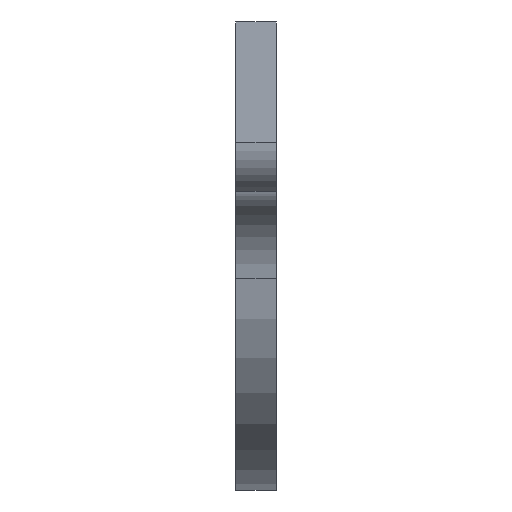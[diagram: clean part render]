
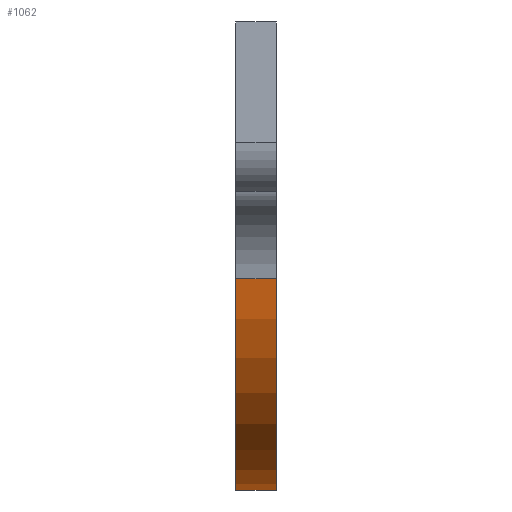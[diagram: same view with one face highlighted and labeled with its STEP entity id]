
A CAD part, left-side view. The second image highlights one B-rep face of the part: STEP entity #1062.
In plain terms, the highlighted cylindrical face has radius 57.15 mm (diameter 114.3 mm), a partial arc.
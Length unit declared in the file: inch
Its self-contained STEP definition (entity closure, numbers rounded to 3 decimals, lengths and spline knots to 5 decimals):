
#78=FACE_OUTER_BOUND('',#159,.T.);
#159=EDGE_LOOP('',(#845,#846,#847,#848));
#231=LINE('',#1737,#309);
#243=LINE('',#1814,#321);
#309=VECTOR('',#1391,0.32869);
#321=VECTOR('',#1461,0.89751);
#381=CIRCLE('',#1150,2.25);
#403=CIRCLE('',#1174,2.25);
#473=VERTEX_POINT('',#1688);
#474=VERTEX_POINT('',#1690);
#496=VERTEX_POINT('',#1736);
#497=VERTEX_POINT('',#1740);
#589=EDGE_CURVE('',#473,#474,#381,.T.);
#612=EDGE_CURVE('',#474,#496,#231,.T.);
#614=EDGE_CURVE('',#496,#497,#403,.T.);
#651=EDGE_CURVE('',#497,#473,#243,.T.);
#845=ORIENTED_EDGE('',*,*,#612,.F.);
#846=ORIENTED_EDGE('',*,*,#589,.F.);
#847=ORIENTED_EDGE('',*,*,#651,.F.);
#848=ORIENTED_EDGE('',*,*,#614,.F.);
#1020=CYLINDRICAL_SURFACE('',#1200,2.25);
#1062=ADVANCED_FACE('',(#78),#1020,.T.);
#1150=AXIS2_PLACEMENT_3D('',#1691,#1345,#1346);
#1174=AXIS2_PLACEMENT_3D('',#1741,#1396,#1397);
#1200=AXIS2_PLACEMENT_3D('',#1813,#1459,#1460);
#1345=DIRECTION('center_axis',(0.,-1.,0.));
#1346=DIRECTION('ref_axis',(1.,0.,0.));
#1391=DIRECTION('',(0.,1.,0.));
#1396=DIRECTION('center_axis',(0.,1.,0.));
#1397=DIRECTION('ref_axis',(1.,0.,0.));
#1459=DIRECTION('center_axis',(0.,1.,0.));
#1460=DIRECTION('ref_axis',(1.,0.,0.));
#1461=DIRECTION('',(0.,-1.,0.));
#1688=CARTESIAN_POINT('',(-0.96736,0.,-1.51987));
#1690=CARTESIAN_POINT('',(1.87924,0.,-3.41493));
#1691=CARTESIAN_POINT('Origin',(1.26639,0.,-1.25));
#1736=CARTESIAN_POINT('',(1.87924,0.375,-3.41493));
#1737=CARTESIAN_POINT('',(1.87924,-1.45609,-3.41493));
#1740=CARTESIAN_POINT('',(-0.96736,0.375,-1.51987));
#1741=CARTESIAN_POINT('Origin',(1.26639,0.375,-1.25));
#1813=CARTESIAN_POINT('Origin',(1.26639,0.,-1.25));
#1814=CARTESIAN_POINT('',(-0.96736,0.,-1.51987));
